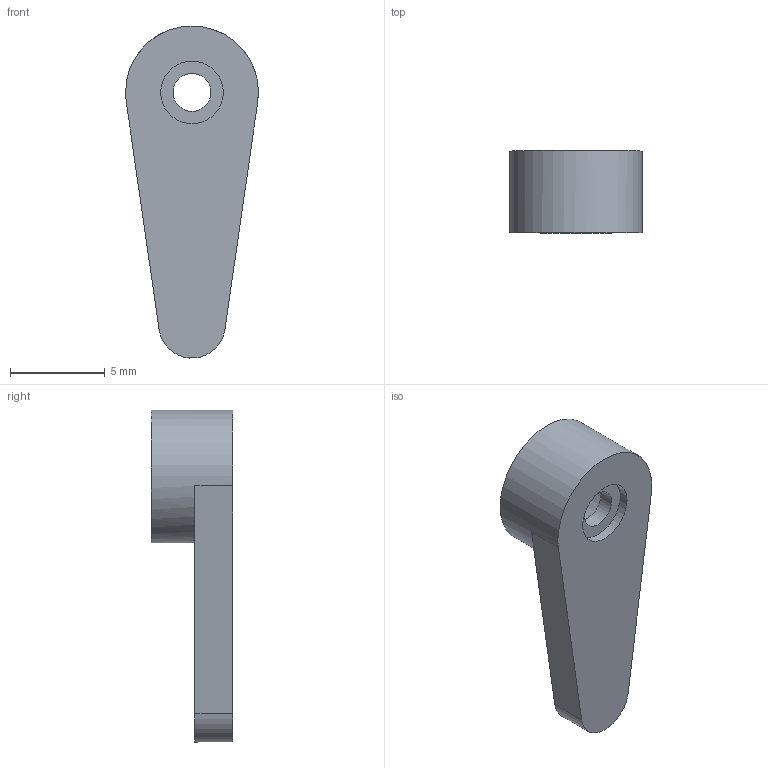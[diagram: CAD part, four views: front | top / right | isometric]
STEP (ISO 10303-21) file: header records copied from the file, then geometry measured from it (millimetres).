
FILE_DESCRIPTION(/* description */ (''),/* implementation_level */ '2;1');
FILE_NAME(/* name */ 'GUIDA-MOTORE-MANO_1 (2).stp',/* time_stamp */ '2023-04-03T19:21:05+08:00',/* author */ ('DELL'),/* organization */ (''),/* preprocessor_version */ 'ST-DEVELOPER v17',/* originating_system */ 'Autodesk Inventor 2019',/* authorisation */ '');
FILE_SCHEMA (('AUTOMOTIVE_DESIGN { 1 0 10303 214 3 1 1 }'));
Length unit declared in the file: millimetre
Products named in the file (1): GUIDA-MOTORE-MANO_1
Bounding box: 7 x 4.3 x 17.49 mm (x, y, z)
Volume: 205.5 mm3; surface area: 360.3 mm2
Topology: 1 solids, 1 shells, 12 faces, 29 edges, 21 vertices
Faces by surface type: plane 7, cylinder 5
Full cylindrical faces by diameter (mm): 2 x1, 3.3 x1, 4.8 x1, 7 x1
Entity records: 413 total; most frequent: DIRECTION 72, CARTESIAN_POINT 63, ORIENTED_EDGE 58, AXIS2_PLACEMENT_3D 30, EDGE_CURVE 29, VERTEX_POINT 21, CIRCLE 17, EDGE_LOOP 16
